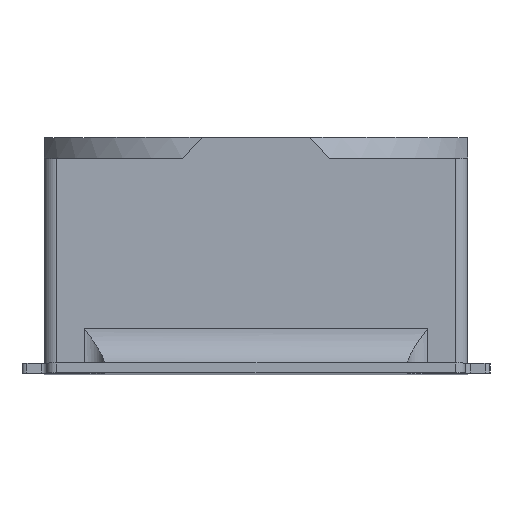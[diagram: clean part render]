
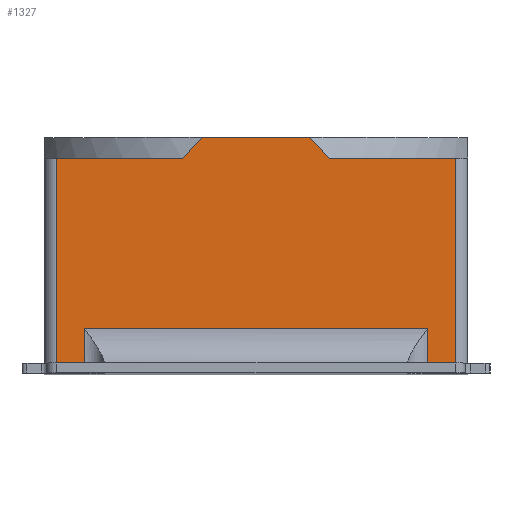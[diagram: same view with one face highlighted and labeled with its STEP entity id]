
A CAD part, top view. The second image highlights one B-rep face of the part: STEP entity #1327.
In plain terms, the highlighted planar face has unit normal (0, 0, 1).
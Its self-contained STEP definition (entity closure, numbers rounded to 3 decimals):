
#55 = VERTEX_POINT ( 'NONE', #642 ) ;
#73 = LINE ( 'NONE', #746, #1185 ) ;
#74 = VERTEX_POINT ( 'NONE', #778 ) ;
#99 = ORIENTED_EDGE ( 'NONE', *, *, #724, .F. ) ;
#112 = B_SPLINE_CURVE_WITH_KNOTS ( 'NONE', 3,
 ( #1415, #1005, #600, #1550 ),
 .UNSPECIFIED., .F., .F.,
 ( 4, 4 ),
 ( 0.005, 0.006 ),
 .UNSPECIFIED. ) ;
#115 = VECTOR ( 'NONE', #1411, 1000. ) ;
#133 = LINE ( 'NONE', #1304, #1568 ) ;
#184 = AXIS2_PLACEMENT_3D ( 'NONE', #686, #1633, #817 ) ;
#185 = CARTESIAN_POINT ( 'NONE',  ( -1.079, 4.75, 4.25 ) ) ;
#192 = VERTEX_POINT ( 'NONE', #499 ) ;
#202 = LINE ( 'NONE', #1492, #864 ) ;
#225 = EDGE_LOOP ( 'NONE', ( #1434, #1461, #990, #1203, #1269, #1690, #618, #99, #593, #1531, #1611, #910 ) ) ;
#236 = CARTESIAN_POINT ( 'NONE',  ( 3.45, 0.12, 4.25 ) ) ;
#312 = CARTESIAN_POINT ( 'NONE',  ( -4.25, 0., 4.25 ) ) ;
#337 = EDGE_CURVE ( 'NONE', #954, #574, #112, .T. ) ;
#338 = VERTEX_POINT ( 'NONE', #1692 ) ;
#356 = DIRECTION ( 'NONE',  ( 1., 0., 0. ) ) ;
#400 = PLANE ( 'NONE',  #184 ) ;
#413 = CARTESIAN_POINT ( 'NONE',  ( 3.45, 0.92, 4.25 ) ) ;
#425 = B_SPLINE_CURVE_WITH_KNOTS ( 'NONE', 3,
 ( #1513, #713, #1656, #834 ),
 .UNSPECIFIED., .F., .F.,
 ( 4, 4 ),
 ( 0.008, 0.009 ),
 .UNSPECIFIED. ) ;
#437 = EDGE_CURVE ( 'NONE', #55, #1115, #637, .T. ) ;
#443 = VERTEX_POINT ( 'NONE', #1763 ) ;
#457 = EDGE_CURVE ( 'NONE', #1115, #338, #1259, .T. ) ;
#465 = EDGE_CURVE ( 'NONE', #1298, #192, #202, .T. ) ;
#490 = LINE ( 'NONE', #1281, #816 ) ;
#491 = CARTESIAN_POINT ( 'NONE',  ( 1.079, 4.75, 4.25 ) ) ;
#499 = CARTESIAN_POINT ( 'NONE',  ( -3.45, 0., 4.25 ) ) ;
#506 = LINE ( 'NONE', #796, #836 ) ;
#527 = DIRECTION ( 'NONE',  ( 0., -1., 0. ) ) ;
#574 = VERTEX_POINT ( 'NONE', #491 ) ;
#591 = VECTOR ( 'NONE', #1768, 1000. ) ;
#593 = ORIENTED_EDGE ( 'NONE', *, *, #1405, .T. ) ;
#600 = CARTESIAN_POINT ( 'NONE',  ( 1.224, 4.617, 4.25 ) ) ;
#618 = ORIENTED_EDGE ( 'NONE', *, *, #337, .T. ) ;
#637 = LINE ( 'NONE', #236, #1634 ) ;
#642 = CARTESIAN_POINT ( 'NONE',  ( 3.45, 0.92, 4.25 ) ) ;
#659 = FACE_OUTER_BOUND ( 'NONE', #225, .T. ) ;
#660 = VERTEX_POINT ( 'NONE', #185 ) ;
#682 = CARTESIAN_POINT ( 'NONE',  ( -1.479, 4.32, 4.25 ) ) ;
#686 = CARTESIAN_POINT ( 'NONE',  ( -4.25, 4.32, 4.25 ) ) ;
#713 = CARTESIAN_POINT ( 'NONE',  ( -1.224, 4.617, 4.25 ) ) ;
#724 = EDGE_CURVE ( 'NONE', #660, #574, #133, .T. ) ;
#731 = VERTEX_POINT ( 'NONE', #682 ) ;
#746 = CARTESIAN_POINT ( 'NONE',  ( -4.25, 4.32, 4.25 ) ) ;
#778 = CARTESIAN_POINT ( 'NONE',  ( -4., 4.32, 4.25 ) ) ;
#796 = CARTESIAN_POINT ( 'NONE',  ( 4., 4.75, 4.25 ) ) ;
#810 = CARTESIAN_POINT ( 'NONE',  ( -4.25, 0., 4.25 ) ) ;
#816 = VECTOR ( 'NONE', #1024, 1000. ) ;
#817 = DIRECTION ( 'NONE',  ( -1., 0., 0. ) ) ;
#834 = CARTESIAN_POINT ( 'NONE',  ( -1.479, 4.32, 4.25 ) ) ;
#836 = VECTOR ( 'NONE', #931, 1000. ) ;
#841 = EDGE_CURVE ( 'NONE', #74, #1359, #490, .T. ) ;
#864 = VECTOR ( 'NONE', #527, 1000. ) ;
#878 = VECTOR ( 'NONE', #1647, 1000. ) ;
#910 = ORIENTED_EDGE ( 'NONE', *, *, #1669, .T. ) ;
#913 = LINE ( 'NONE', #312, #115 ) ;
#924 = LINE ( 'NONE', #413, #878 ) ;
#931 = DIRECTION ( 'NONE',  ( 0., -1., 0. ) ) ;
#939 = DIRECTION ( 'NONE',  ( 0., -1., 0. ) ) ;
#954 = VERTEX_POINT ( 'NONE', #1240 ) ;
#990 = ORIENTED_EDGE ( 'NONE', *, *, #437, .T. ) ;
#1005 = CARTESIAN_POINT ( 'NONE',  ( 1.356, 4.471, 4.25 ) ) ;
#1024 = DIRECTION ( 'NONE',  ( 0., -1., 0. ) ) ;
#1052 = DIRECTION ( 'NONE',  ( 1., 0., 0. ) ) ;
#1112 = EDGE_CURVE ( 'NONE', #443, #338, #506, .T. ) ;
#1115 = VERTEX_POINT ( 'NONE', #1332 ) ;
#1125 = CARTESIAN_POINT ( 'NONE',  ( -3.45, 0.92, 4.25 ) ) ;
#1185 = VECTOR ( 'NONE', #1553, 1000. ) ;
#1203 = ORIENTED_EDGE ( 'NONE', *, *, #457, .T. ) ;
#1240 = CARTESIAN_POINT ( 'NONE',  ( 1.479, 4.32, 4.25 ) ) ;
#1259 = LINE ( 'NONE', #810, #591 ) ;
#1269 = ORIENTED_EDGE ( 'NONE', *, *, #1112, .F. ) ;
#1281 = CARTESIAN_POINT ( 'NONE',  ( -4., 4.75, 4.25 ) ) ;
#1298 = VERTEX_POINT ( 'NONE', #1125 ) ;
#1304 = CARTESIAN_POINT ( 'NONE',  ( -4., 4.75, 4.25 ) ) ;
#1327 = ADVANCED_FACE ( 'NONE', ( #659 ), #400, .F. ) ;
#1332 = CARTESIAN_POINT ( 'NONE',  ( 3.45, 0., 4.25 ) ) ;
#1349 = VECTOR ( 'NONE', #1052, 1000. ) ;
#1359 = VERTEX_POINT ( 'NONE', #1781 ) ;
#1396 = EDGE_CURVE ( 'NONE', #1298, #55, #924, .T. ) ;
#1400 = LINE ( 'NONE', #1456, #1349 ) ;
#1405 = EDGE_CURVE ( 'NONE', #660, #731, #425, .T. ) ;
#1411 = DIRECTION ( 'NONE',  ( 1., 0., 0. ) ) ;
#1415 = CARTESIAN_POINT ( 'NONE',  ( 1.479, 4.32, 4.25 ) ) ;
#1434 = ORIENTED_EDGE ( 'NONE', *, *, #465, .F. ) ;
#1456 = CARTESIAN_POINT ( 'NONE',  ( -4.25, 4.32, 4.25 ) ) ;
#1461 = ORIENTED_EDGE ( 'NONE', *, *, #1396, .T. ) ;
#1492 = CARTESIAN_POINT ( 'NONE',  ( -3.45, 0.12, 4.25 ) ) ;
#1513 = CARTESIAN_POINT ( 'NONE',  ( -1.079, 4.75, 4.25 ) ) ;
#1531 = ORIENTED_EDGE ( 'NONE', *, *, #1702, .F. ) ;
#1550 = CARTESIAN_POINT ( 'NONE',  ( 1.079, 4.75, 4.25 ) ) ;
#1553 = DIRECTION ( 'NONE',  ( 1., 0., 0. ) ) ;
#1564 = EDGE_CURVE ( 'NONE', #954, #443, #1400, .T. ) ;
#1568 = VECTOR ( 'NONE', #356, 1000. ) ;
#1611 = ORIENTED_EDGE ( 'NONE', *, *, #841, .T. ) ;
#1633 = DIRECTION ( 'NONE',  ( 0., 0., -1. ) ) ;
#1634 = VECTOR ( 'NONE', #939, 1000. ) ;
#1647 = DIRECTION ( 'NONE',  ( 1., 0., 0. ) ) ;
#1656 = CARTESIAN_POINT ( 'NONE',  ( -1.356, 4.471, 4.25 ) ) ;
#1669 = EDGE_CURVE ( 'NONE', #1359, #192, #913, .T. ) ;
#1690 = ORIENTED_EDGE ( 'NONE', *, *, #1564, .F. ) ;
#1692 = CARTESIAN_POINT ( 'NONE',  ( 4., 0., 4.25 ) ) ;
#1702 = EDGE_CURVE ( 'NONE', #74, #731, #73, .T. ) ;
#1763 = CARTESIAN_POINT ( 'NONE',  ( 4., 4.32, 4.25 ) ) ;
#1768 = DIRECTION ( 'NONE',  ( 1., 0., 0. ) ) ;
#1781 = CARTESIAN_POINT ( 'NONE',  ( -4., 0., 4.25 ) ) ;
